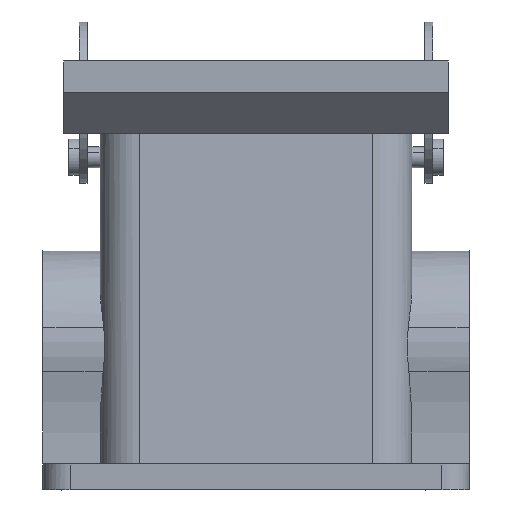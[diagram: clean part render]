
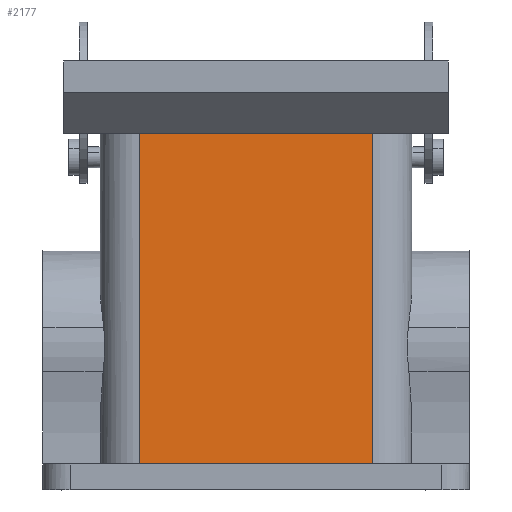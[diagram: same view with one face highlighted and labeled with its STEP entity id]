
A CAD part, left-side view. The second image highlights one B-rep face of the part: STEP entity #2177.
In plain terms, the highlighted planar face has unit normal (-0.999, 0, 0.035).
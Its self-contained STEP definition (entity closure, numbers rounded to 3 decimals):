
#2169=AXIS2_PLACEMENT_3D('Plane Axis2P3D',#2166,#2167,#2168) ;
#922=CARTESIAN_POINT('Vertex',(17.283,18.5,5.)) ;
#925=CARTESIAN_POINT('Line Origine',(17.283,41.,5.)) ;
#929=CARTESIAN_POINT('Vertex',(17.283,63.5,5.)) ;
#1341=CARTESIAN_POINT('Line Origine',(19.5,41.,68.5)) ;
#1345=CARTESIAN_POINT('Vertex',(19.5,63.5,68.5)) ;
#1347=CARTESIAN_POINT('Vertex',(19.5,18.5,68.5)) ;
#1654=CARTESIAN_POINT('Line Origine',(18.343,63.5,35.381)) ;
#2151=CARTESIAN_POINT('Line Origine',(18.343,18.5,35.381)) ;
#2166=CARTESIAN_POINT('Axis2P3D Location',(19.5,41.,68.5)) ;
#926=DIRECTION('Vector Direction',(0.,1.,0.)) ;
#1342=DIRECTION('Vector Direction',(0.,1.,0.)) ;
#1655=DIRECTION('Vector Direction',(0.035,0.,0.999)) ;
#2152=DIRECTION('Vector Direction',(0.035,0.,0.999)) ;
#2167=DIRECTION('Axis2P3D Direction',(-0.999,0.,0.035)) ;
#2168=DIRECTION('Axis2P3D XDirection',(0.,1.,0.)) ;
#927=VECTOR('Line Direction',#926,1.) ;
#1343=VECTOR('Line Direction',#1342,1.) ;
#1656=VECTOR('Line Direction',#1655,1.) ;
#2153=VECTOR('Line Direction',#2152,1.) ;
#2172=ORIENTED_EDGE('',*,*,#2155,.F.) ;
#2173=ORIENTED_EDGE('',*,*,#1349,.F.) ;
#2174=ORIENTED_EDGE('',*,*,#1658,.F.) ;
#2175=ORIENTED_EDGE('',*,*,#931,.F.) ;
#2177=ADVANCED_FACE('Housing',(#2176),#2170,.T.) ;
#931=EDGE_CURVE('',#923,#930,#928,.T.) ;
#1349=EDGE_CURVE('',#1346,#1348,#1344,.F.) ;
#1658=EDGE_CURVE('',#930,#1346,#1657,.T.) ;
#2155=EDGE_CURVE('',#1348,#923,#2154,.F.) ;
#2171=EDGE_LOOP('',(#2172,#2173,#2174,#2175)) ;
#2176=FACE_OUTER_BOUND('',#2171,.T.) ;
#928=LINE('Line',#925,#927) ;
#1344=LINE('Line',#1341,#1343) ;
#1657=LINE('Line',#1654,#1656) ;
#2154=LINE('Line',#2151,#2153) ;
#2170=PLANE('',#2169) ;
#923=VERTEX_POINT('',#922) ;
#930=VERTEX_POINT('',#929) ;
#1346=VERTEX_POINT('',#1345) ;
#1348=VERTEX_POINT('',#1347) ;
